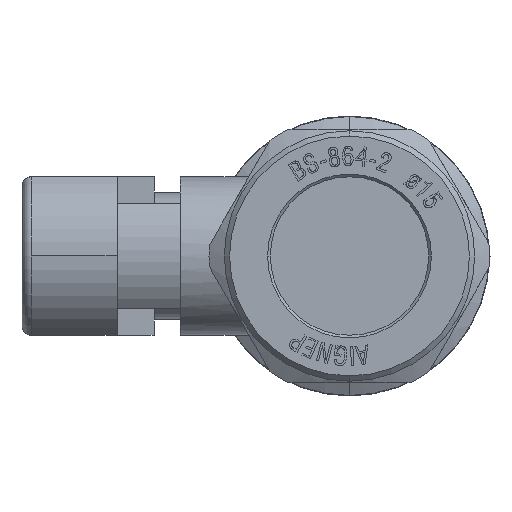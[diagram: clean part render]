
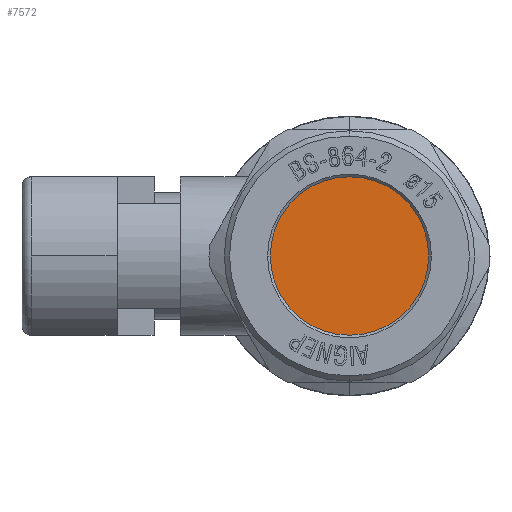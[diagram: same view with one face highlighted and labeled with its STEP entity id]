
A CAD part, left-side view. The second image highlights one B-rep face of the part: STEP entity #7572.
In plain terms, the highlighted planar face has unit normal (-1, 0, 0).
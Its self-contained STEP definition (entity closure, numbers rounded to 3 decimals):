
#4342 = CIRCLE ( 'NONE', #49862, 7.5 ) ;
#7572 = ADVANCED_FACE ( 'NONE', ( #27906 ), #37294, .F. ) ;
#17440 = VERTEX_POINT ( 'NONE', #50577 ) ;
#17476 = VERTEX_POINT ( 'NONE', #50594 ) ;
#18898 = AXIS2_PLACEMENT_3D ( 'NONE', #37295, #37300, #37301 ) ;
#20399 = EDGE_LOOP ( 'NONE', ( #54756, #54757 ) ) ;
#21002 = EDGE_CURVE ( 'NONE', #17476, #17440, #4342, .T. ) ;
#22210 = EDGE_CURVE ( 'NONE', #17440, #17476, #29656, .T. ) ;
#27906 = FACE_OUTER_BOUND ( 'NONE', #20399, .T. ) ;
#29656 = CIRCLE ( 'NONE', #49913, 7.5 ) ;
#31347 = CARTESIAN_POINT ( 'NONE',  ( -26.461, 0., 0. ) ) ;
#31348 = DIRECTION ( 'NONE',  ( -1., 0., 0. ) ) ;
#31349 = DIRECTION ( 'NONE',  ( 0., 0., -1. ) ) ;
#37294 = PLANE ( 'NONE',  #18898 ) ;
#37295 = CARTESIAN_POINT ( 'NONE',  ( -26.461, 0., 0. ) ) ;
#37300 = DIRECTION ( 'NONE',  ( 1., 0., 0. ) ) ;
#37301 = DIRECTION ( 'NONE',  ( 0., 0., -1. ) ) ;
#49862 = AXIS2_PLACEMENT_3D ( 'NONE', #50705, #50706, #50707 ) ;
#49913 = AXIS2_PLACEMENT_3D ( 'NONE', #31347, #31348, #31349 ) ;
#50577 = CARTESIAN_POINT ( 'NONE',  ( -26.461, -7.5, 0. ) ) ;
#50594 = CARTESIAN_POINT ( 'NONE',  ( -26.461, 7.5, 0. ) ) ;
#50705 = CARTESIAN_POINT ( 'NONE',  ( -26.461, 0., 0. ) ) ;
#50706 = DIRECTION ( 'NONE',  ( -1., 0., 0. ) ) ;
#50707 = DIRECTION ( 'NONE',  ( 0., 0., -1. ) ) ;
#54756 = ORIENTED_EDGE ( 'NONE', *, *, #22210, .T. ) ;
#54757 = ORIENTED_EDGE ( 'NONE', *, *, #21002, .T. ) ;
